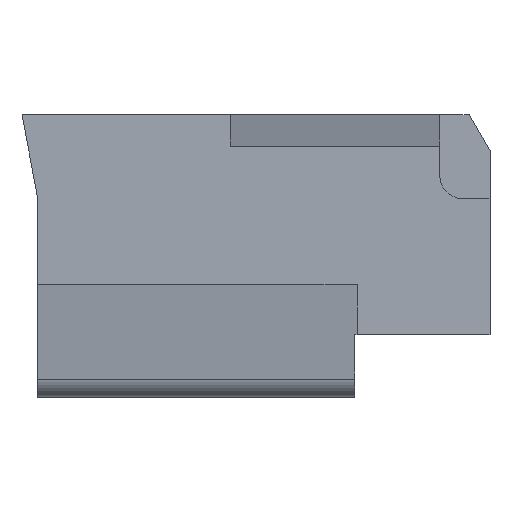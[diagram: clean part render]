
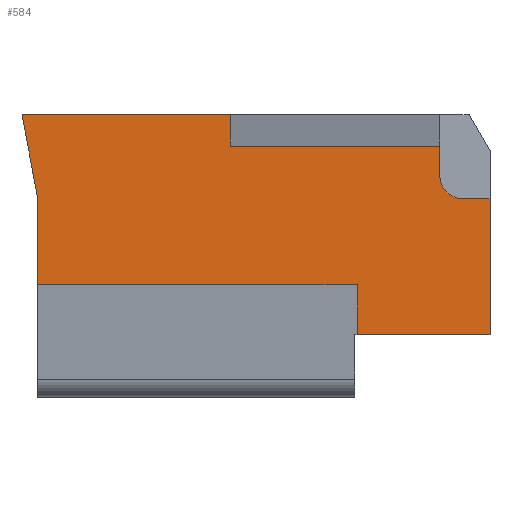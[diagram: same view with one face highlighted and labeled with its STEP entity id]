
A CAD part, front view. The second image highlights one B-rep face of the part: STEP entity #584.
In plain terms, the highlighted planar face has unit normal (0, -1, 0).
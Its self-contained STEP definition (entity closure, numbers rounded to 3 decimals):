
#464=CARTESIAN_POINT('Line Origine',(6.35,10.,9.768)) ;
#468=CARTESIAN_POINT('Vertex',(6.35,10.,1.)) ;
#470=CARTESIAN_POINT('Vertex',(6.35,10.,18.536)) ;
#506=CARTESIAN_POINT('Axis2P3D Location',(6.35,10.,0.642)) ;
#511=CARTESIAN_POINT('Line Origine',(-28.4,10.,22.)) ;
#515=CARTESIAN_POINT('Vertex',(-18.45,10.,22.)) ;
#517=CARTESIAN_POINT('Vertex',(-38.35,10.,22.)) ;
#520=CARTESIAN_POINT('Line Origine',(-37.6,10.,18.)) ;
#524=CARTESIAN_POINT('Vertex',(-36.85,10.,14.)) ;
#527=CARTESIAN_POINT('Line Origine',(-36.85,10.,9.884)) ;
#531=CARTESIAN_POINT('Vertex',(-36.85,10.,5.769)) ;
#534=CARTESIAN_POINT('Line Origine',(-21.6,10.,5.769)) ;
#538=CARTESIAN_POINT('Vertex',(-6.35,10.,5.769)) ;
#541=CARTESIAN_POINT('Line Origine',(-6.35,10.,3.384)) ;
#545=CARTESIAN_POINT('Vertex',(-6.35,10.,1.)) ;
#548=CARTESIAN_POINT('Line Origine',(0.,10.,1.)) ;
#553=CARTESIAN_POINT('Line Origine',(6.216,10.,18.768)) ;
#557=CARTESIAN_POINT('Vertex',(6.082,10.,19.)) ;
#560=CARTESIAN_POINT('Line Origine',(-6.184,10.,19.)) ;
#564=CARTESIAN_POINT('Vertex',(-18.45,10.,19.)) ;
#567=CARTESIAN_POINT('Line Origine',(-18.45,10.,20.5)) ;
#465=DIRECTION('Vector Direction',(0.,0.,1.)) ;
#507=DIRECTION('Axis2P3D Direction',(0.,-1.,0.)) ;
#508=DIRECTION('Axis2P3D XDirection',(0.,0.,1.)) ;
#512=DIRECTION('Vector Direction',(-1.,0.,0.)) ;
#521=DIRECTION('Vector Direction',(0.184,0.,-0.983)) ;
#528=DIRECTION('Vector Direction',(0.,0.,1.)) ;
#535=DIRECTION('Vector Direction',(1.,0.,0.)) ;
#542=DIRECTION('Vector Direction',(0.,0.,-1.)) ;
#549=DIRECTION('Vector Direction',(-1.,0.,0.)) ;
#554=DIRECTION('Vector Direction',(0.5,0.,-0.866)) ;
#561=DIRECTION('Vector Direction',(-1.,0.,0.)) ;
#568=DIRECTION('Vector Direction',(0.,0.,-1.)) ;
#509=AXIS2_PLACEMENT_3D('Plane Axis2P3D',#506,#507,#508) ;
#573=ORIENTED_EDGE('',*,*,#519,.T.) ;
#574=ORIENTED_EDGE('',*,*,#526,.T.) ;
#575=ORIENTED_EDGE('',*,*,#533,.F.) ;
#576=ORIENTED_EDGE('',*,*,#540,.T.) ;
#577=ORIENTED_EDGE('',*,*,#547,.T.) ;
#578=ORIENTED_EDGE('',*,*,#552,.F.) ;
#579=ORIENTED_EDGE('',*,*,#472,.T.) ;
#580=ORIENTED_EDGE('',*,*,#559,.F.) ;
#581=ORIENTED_EDGE('',*,*,#566,.F.) ;
#582=ORIENTED_EDGE('',*,*,#571,.F.) ;
#466=VECTOR('Line Direction',#465,1.) ;
#513=VECTOR('Line Direction',#512,1.) ;
#522=VECTOR('Line Direction',#521,1.) ;
#529=VECTOR('Line Direction',#528,1.) ;
#536=VECTOR('Line Direction',#535,1.) ;
#543=VECTOR('Line Direction',#542,1.) ;
#550=VECTOR('Line Direction',#549,1.) ;
#555=VECTOR('Line Direction',#554,1.) ;
#562=VECTOR('Line Direction',#561,1.) ;
#569=VECTOR('Line Direction',#568,1.) ;
#584=ADVANCED_FACE('Corps principal',(#583),#510,.T.) ;
#472=EDGE_CURVE('',#469,#471,#467,.T.) ;
#519=EDGE_CURVE('',#516,#518,#514,.T.) ;
#526=EDGE_CURVE('',#518,#525,#523,.T.) ;
#533=EDGE_CURVE('',#532,#525,#530,.T.) ;
#540=EDGE_CURVE('',#532,#539,#537,.T.) ;
#547=EDGE_CURVE('',#539,#546,#544,.T.) ;
#552=EDGE_CURVE('',#469,#546,#551,.T.) ;
#559=EDGE_CURVE('',#558,#471,#556,.T.) ;
#566=EDGE_CURVE('',#565,#558,#563,.F.) ;
#571=EDGE_CURVE('',#516,#565,#570,.T.) ;
#572=EDGE_LOOP('',(#573,#574,#575,#576,#577,#578,#579,#580,#581,#582)) ;
#583=FACE_OUTER_BOUND('',#572,.T.) ;
#467=LINE('Line',#464,#466) ;
#514=LINE('Line',#511,#513) ;
#523=LINE('Line',#520,#522) ;
#530=LINE('Line',#527,#529) ;
#537=LINE('Line',#534,#536) ;
#544=LINE('Line',#541,#543) ;
#551=LINE('Line',#548,#550) ;
#556=LINE('Line',#553,#555) ;
#563=LINE('Line',#560,#562) ;
#570=LINE('Line',#567,#569) ;
#510=PLANE('',#509) ;
#469=VERTEX_POINT('',#468) ;
#471=VERTEX_POINT('',#470) ;
#516=VERTEX_POINT('',#515) ;
#518=VERTEX_POINT('',#517) ;
#525=VERTEX_POINT('',#524) ;
#532=VERTEX_POINT('',#531) ;
#539=VERTEX_POINT('',#538) ;
#546=VERTEX_POINT('',#545) ;
#558=VERTEX_POINT('',#557) ;
#565=VERTEX_POINT('',#564) ;
